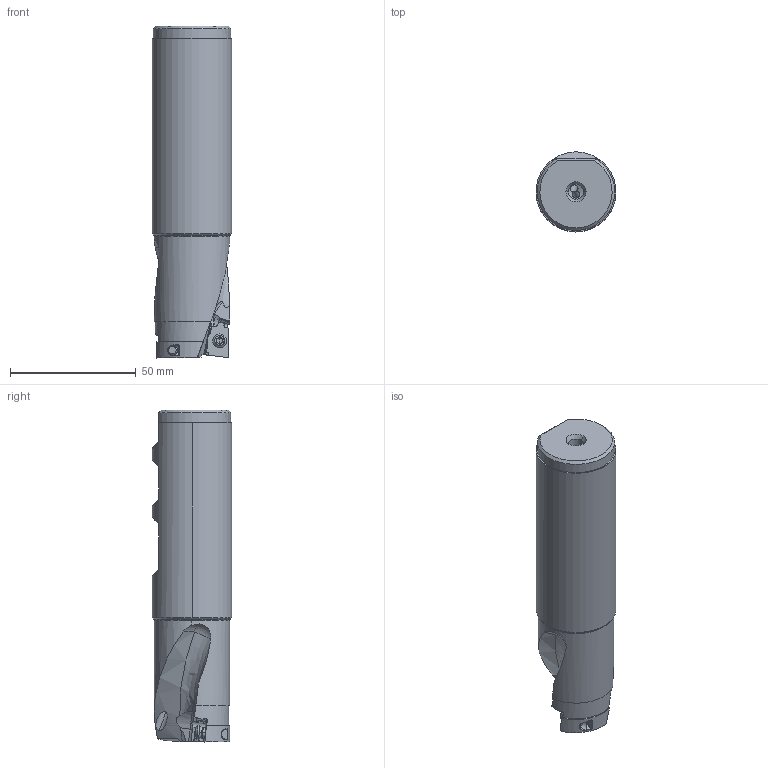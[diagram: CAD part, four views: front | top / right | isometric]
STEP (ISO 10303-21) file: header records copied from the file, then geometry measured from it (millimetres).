
FILE_DESCRIPTION(/* description */ (''),/* implementation_level */ '2;1');
FILE_NAME(/* name */ 'AQXUR202WA20S.stp',/* time_stamp */ '2021-09-08T11:42:24+09:00',/* author */ (''),/* organization */ (''),/* preprocessor_version */ 'ST-DEVELOPER v16',/* originating_system */ 'SIEMENS PLM Software NX 10.0',/* authorisation */ '');
FILE_SCHEMA (('AUTOMOTIVE_DESIGN { 1 0 10303 214 3 1 1 1 }'));
Length unit declared in the file: millimetre
Products named in the file (1): AQXUR202WA20S_ASM
Bounding box: 31.75 x 31.75 x 132.04 mm (x, y, z)
Volume: 86132.9 mm3; surface area: 17069.9 mm2
Topology: 3 solids, 3 shells, 204 faces, 591 edges, 404 vertices
Faces by surface type: cylinder 75, plane 74, cone 36, torus 8, sphere 6, bspline 5
Entity records: 9813 total; most frequent: CARTESIAN_POINT 4400, ORIENTED_EDGE 1166, DIRECTION 1049, EDGE_CURVE 583, AXIS2_PLACEMENT_3D 426, VERTEX_POINT 389, EDGE_LOOP 216, ADVANCED_FACE 204
